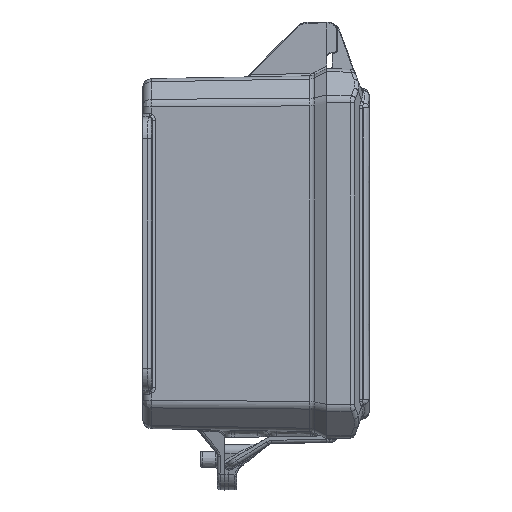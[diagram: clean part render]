
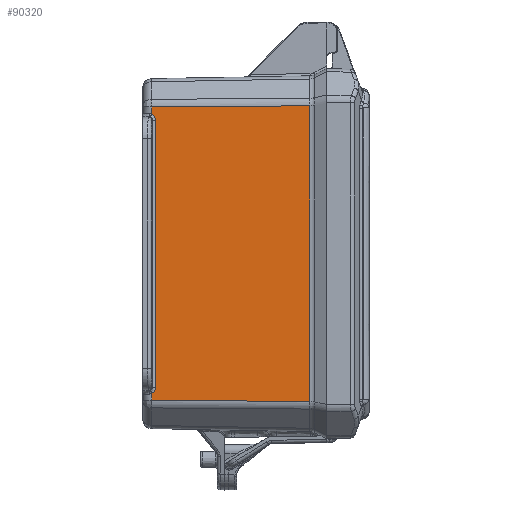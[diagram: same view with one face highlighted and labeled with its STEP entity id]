
A CAD part, front view. The second image highlights one B-rep face of the part: STEP entity #90320.
In plain terms, the highlighted planar face has unit normal (-0.018, -1, 0).
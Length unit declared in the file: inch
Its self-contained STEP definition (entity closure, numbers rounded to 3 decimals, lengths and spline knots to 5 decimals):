
#228 = CARTESIAN_POINT ( 'NONE',  ( -3.01935, -3.0923, 3.86173 ) ) ;
#1003 = CARTESIAN_POINT ( 'NONE',  ( -0.29385, -3.13987, 3.86173 ) ) ;
#2021 = VECTOR ( 'NONE', #104647, 39.37008 ) ;
#5261 = B_SPLINE_CURVE_WITH_KNOTS ( 'NONE', 3,
 ( #14690, #23026, #81010, #31331 ),
 .UNSPECIFIED., .F., .F.,
 ( 4, 4 ),
 ( 0., 1. ),
 .UNSPECIFIED. ) ;
#5273 = CARTESIAN_POINT ( 'NONE',  ( -3.08785, -3.0911, -2.59085 ) ) ;
#5665 = CARTESIAN_POINT ( 'NONE',  ( -3.07542, -3.09132, 2.46151 ) ) ;
#9391 = VERTEX_POINT ( 'NONE', #63214 ) ;
#9841 = ORIENTED_EDGE ( 'NONE', *, *, #79278, .T. ) ;
#9899 = ORIENTED_EDGE ( 'NONE', *, *, #49477, .F. ) ;
#10396 = CARTESIAN_POINT ( 'NONE',  ( -3.02736, -3.09216, -2.40421 ) ) ;
#14016 = CARTESIAN_POINT ( 'NONE',  ( -3.0642, -3.09151, 2.45327 ) ) ;
#14690 = CARTESIAN_POINT ( 'NONE',  ( -3.08787, -3.0911, 2.46806 ) ) ;
#17131 = VERTEX_POINT ( 'NONE', #22629 ) ;
#18254 = CARTESIAN_POINT ( 'NONE',  ( -0.29385, -3.13987, -2.61105 ) ) ;
#18755 = CARTESIAN_POINT ( 'NONE',  ( -3.04107, -3.09192, -2.42873 ) ) ;
#22166 = EDGE_CURVE ( 'NONE', #17131, #62219, #106216, .T. ) ;
#22363 = CARTESIAN_POINT ( 'NONE',  ( -3.05142, -3.09174, 2.44209 ) ) ;
#22629 = CARTESIAN_POINT ( 'NONE',  ( -0.29385, -3.13987, 2.61105 ) ) ;
#23026 = CARTESIAN_POINT ( 'NONE',  ( -3.08787, -3.0911, 2.50899 ) ) ;
#24700 = ORIENTED_EDGE ( 'NONE', *, *, #74194, .T. ) ;
#26617 = EDGE_CURVE ( 'NONE', #9391, #62219, #5261, .T. ) ;
#27077 = CARTESIAN_POINT ( 'NONE',  ( -3.05177, -3.09173, -2.44174 ) ) ;
#30675 = CARTESIAN_POINT ( 'NONE',  ( -3.032, -3.09208, 2.41446 ) ) ;
#31331 = CARTESIAN_POINT ( 'NONE',  ( -3.08788, -3.0911, 2.59085 ) ) ;
#32301 = ORIENTED_EDGE ( 'NONE', *, *, #45510, .T. ) ;
#34103 = VECTOR ( 'NONE', #66649, 39.37008 ) ;
#35387 = CARTESIAN_POINT ( 'NONE',  ( -3.05783, -3.09163, -2.44776 ) ) ;
#36701 = LINE ( 'NONE', #228, #34103 ) ;
#38853 = CARTESIAN_POINT ( 'NONE',  ( -3.08785, -3.0911, -2.59085 ) ) ;
#38997 = CARTESIAN_POINT ( 'NONE',  ( -3.02095, -3.09227, 2.38231 ) ) ;
#41207 = CARTESIAN_POINT ( 'NONE',  ( -3.01935, -3.0923, 2.35964 ) ) ;
#43384 = DIRECTION ( 'NONE',  ( 1., -0.017, 0. ) ) ;
#43582 = LINE ( 'NONE', #5273, #2021 ) ;
#43747 = CARTESIAN_POINT ( 'NONE',  ( -3.07761, -3.09128, -2.46319 ) ) ;
#45510 = EDGE_CURVE ( 'NONE', #63664, #17131, #85602, .T. ) ;
#45732 = VERTEX_POINT ( 'NONE', #51023 ) ;
#45808 = CARTESIAN_POINT ( 'NONE',  ( -3.08786, -3.0911, -2.54992 ) ) ;
#45877 = VERTEX_POINT ( 'NONE', #73773 ) ;
#46157 = CARTESIAN_POINT ( 'NONE',  ( -3.08787, -3.0911, -2.50899 ) ) ;
#47375 = CARTESIAN_POINT ( 'NONE',  ( -3.01935, -3.0923, 2.35964 ) ) ;
#47566 = B_SPLINE_CURVE_WITH_KNOTS ( 'NONE', 3,
 ( #87467, #45808, #46157, #104168 ),
 .UNSPECIFIED., .F., .F.,
 ( 4, 4 ),
 ( 0., 1. ),
 .UNSPECIFIED. ) ;
#49477 = EDGE_CURVE ( 'NONE', #72669, #45732, #47566, .T. ) ;
#50796 = ORIENTED_EDGE ( 'NONE', *, *, #82969, .T. ) ;
#51023 = CARTESIAN_POINT ( 'NONE',  ( -3.08787, -3.0911, -2.46806 ) ) ;
#51713 = CARTESIAN_POINT ( 'NONE',  ( -3.01935, -3.0923, -2.35964 ) ) ;
#54988 = CARTESIAN_POINT ( 'NONE',  ( -3.08787, -3.0911, 2.46806 ) ) ;
#55735 = VERTEX_POINT ( 'NONE', #41207 ) ;
#59208 = DIRECTION ( 'NONE',  ( -1., 0.017, -0.007 ) ) ;
#59406 = DIRECTION ( 'NONE',  ( 0., 0., 1. ) ) ;
#59486 = VECTOR ( 'NONE', #59208, 39.37008 ) ;
#59603 = EDGE_CURVE ( 'NONE', #9391, #55735, #77990, .T. ) ;
#60026 = CARTESIAN_POINT ( 'NONE',  ( -3.02095, -3.09227, -2.38233 ) ) ;
#60590 = B_SPLINE_CURVE_WITH_KNOTS ( 'NONE', 3,
 ( #51713, #84328, #60026, #10396, #68405, #18755, #76714, #27077, #85068, #35387, #93376, #43747, #101744 ),
 .UNSPECIFIED., .F., .F.,
 ( 4, 2, 2, 1, 2, 2, 4 ),
 ( 0., 0.25, 0.5, 0.625, 0.6875, 0.75, 1. ),
 .UNSPECIFIED. ) ;
#62219 = VERTEX_POINT ( 'NONE', #92673 ) ;
#62233 = FACE_OUTER_BOUND ( 'NONE', #100141, .T. ) ;
#63214 = CARTESIAN_POINT ( 'NONE',  ( -3.08787, -3.0911, 2.46806 ) ) ;
#63303 = CARTESIAN_POINT ( 'NONE',  ( -3.08275, -3.09119, 2.46563 ) ) ;
#63651 = CARTESIAN_POINT ( 'NONE',  ( -3.06862, -3.09144, 2.45666 ) ) ;
#63664 = VERTEX_POINT ( 'NONE', #18254 ) ;
#66649 = DIRECTION ( 'NONE',  ( 0., 0., -1. ) ) ;
#68405 = CARTESIAN_POINT ( 'NONE',  ( -3.032, -3.09208, -2.41445 ) ) ;
#72017 = CARTESIAN_POINT ( 'NONE',  ( -3.06209, -3.09155, 2.45153 ) ) ;
#72669 = VERTEX_POINT ( 'NONE', #38853 ) ;
#73773 = CARTESIAN_POINT ( 'NONE',  ( -3.01935, -3.0923, -2.35964 ) ) ;
#74194 = EDGE_CURVE ( 'NONE', #45877, #45732, #60590, .T. ) ;
#76714 = CARTESIAN_POINT ( 'NONE',  ( -3.04607, -3.09183, -2.43551 ) ) ;
#77990 = B_SPLINE_CURVE_WITH_KNOTS ( 'NONE', 3,
 ( #54988, #63303, #5665, #63651, #14016, #72017, #22363, #80331, #30675, #88694, #38997, #97011, #47375 ),
 .UNSPECIFIED., .F., .F.,
 ( 4, 1, 2, 2, 2, 2, 4 ),
 ( 0., 0.125, 0.1875, 0.25, 0.5, 0.75, 1. ),
 .UNSPECIFIED. ) ;
#79278 = EDGE_CURVE ( 'NONE', #72669, #63664, #43582, .T. ) ;
#80331 = CARTESIAN_POINT ( 'NONE',  ( -3.0441, -3.09187, 2.4335 ) ) ;
#81010 = CARTESIAN_POINT ( 'NONE',  ( -3.08788, -3.0911, 2.54992 ) ) ;
#81366 = ORIENTED_EDGE ( 'NONE', *, *, #22166, .T. ) ;
#82969 = EDGE_CURVE ( 'NONE', #55735, #45877, #36701, .T. ) ;
#82978 = VECTOR ( 'NONE', #59406, 39.37008 ) ;
#84328 = CARTESIAN_POINT ( 'NONE',  ( -3.01935, -3.0923, -2.37112 ) ) ;
#84685 = CARTESIAN_POINT ( 'NONE',  ( 0., -3.145, 3.86173 ) ) ;
#85068 = CARTESIAN_POINT ( 'NONE',  ( -3.05573, -3.09166, -2.44577 ) ) ;
#85602 = LINE ( 'NONE', #1003, #82978 ) ;
#87207 = ORIENTED_EDGE ( 'NONE', *, *, #59603, .T. ) ;
#87467 = CARTESIAN_POINT ( 'NONE',  ( -3.08785, -3.0911, -2.59085 ) ) ;
#88694 = CARTESIAN_POINT ( 'NONE',  ( -3.02734, -3.09216, 2.40414 ) ) ;
#90320 = ADVANCED_FACE ( 'NONE', ( #62233 ), #92656, .T. ) ;
#92212 = CARTESIAN_POINT ( 'NONE',  ( -0.29385, -3.13987, 2.61105 ) ) ;
#92656 = PLANE ( 'NONE',  #97624 ) ;
#92673 = CARTESIAN_POINT ( 'NONE',  ( -3.08788, -3.0911, 2.59085 ) ) ;
#93009 = DIRECTION ( 'NONE',  ( -0.017, -1., 0. ) ) ;
#93376 = CARTESIAN_POINT ( 'NONE',  ( -3.06829, -3.09144, -2.45704 ) ) ;
#97011 = CARTESIAN_POINT ( 'NONE',  ( -3.01935, -3.0923, 2.37112 ) ) ;
#97375 = ORIENTED_EDGE ( 'NONE', *, *, #26617, .F. ) ;
#97624 = AXIS2_PLACEMENT_3D ( 'NONE', #84685, #93009, #43384 ) ;
#100141 = EDGE_LOOP ( 'NONE', ( #9841, #32301, #81366, #97375, #87207, #50796, #24700, #9899 ) ) ;
#101744 = CARTESIAN_POINT ( 'NONE',  ( -3.08787, -3.0911, -2.46806 ) ) ;
#104168 = CARTESIAN_POINT ( 'NONE',  ( -3.08787, -3.0911, -2.46806 ) ) ;
#104647 = DIRECTION ( 'NONE',  ( 1., -0.017, -0.007 ) ) ;
#106216 = LINE ( 'NONE', #92212, #59486 ) ;
